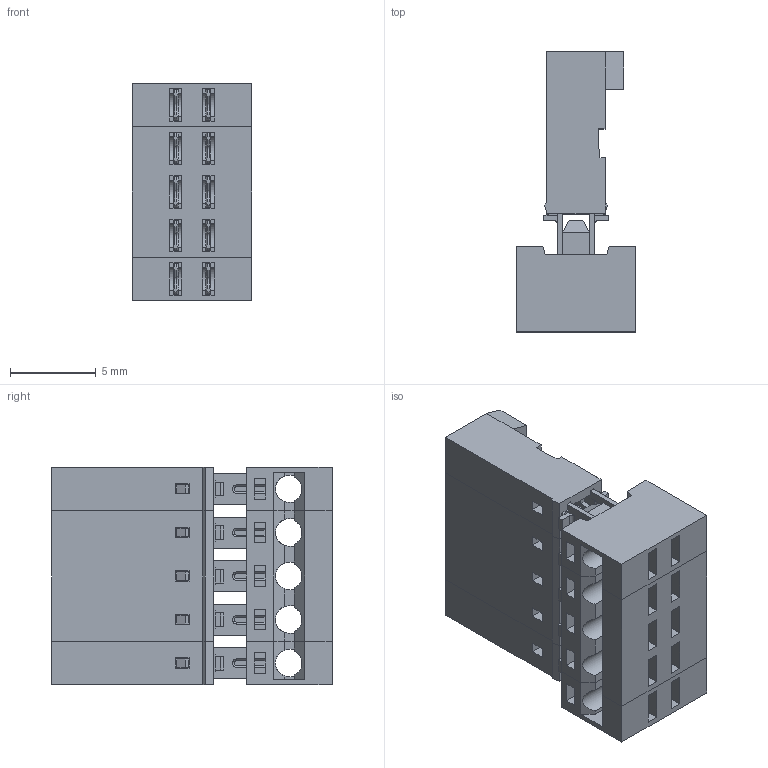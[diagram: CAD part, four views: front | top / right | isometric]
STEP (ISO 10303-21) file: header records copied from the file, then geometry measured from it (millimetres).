
FILE_DESCRIPTION(/* description */ ('Unknown'),/* implementation_level */ '2;1');
FILE_NAME(/* name */ '661005151922',/* time_stamp */ '2016-01-18T16:06:46+01:00',/* author */ ('Unknown'),/* organization */ ('Unknown'),/* preprocessor_version */ 'ST-DEVELOPER v16',/* originating_system */ 'DEX',/* authorisation */ $);
FILE_SCHEMA (('AP203_CONFIGURATION_CONTROLLED_3D_DESIGN_OF_MECHANICAL_PARTS_AND_ASSEMBLIES_MIM_LF { 1 0 10303 203 3 1 4 }','AUTOMOTIVE_DESIGN {1 0 10303 214 3 1 1}'));
Length unit declared in the file: millimetre
Products named in the file (4): 6610xx151922; 661005151922; 47828371_03_20_440_DX; 47828371_03_20_440_SX
Assembly tree (3 placements, depth 2):
  6610xx151922
    661005151922
    47828371_03_20_440_DX
    47828371_03_20_440_SX
Bounding box: 7 x 16.35 x 12.7 mm (x, y, z)
Volume: 624.3 mm3; surface area: 2068.2 mm2
Topology: 3 solids, 3 shells, 1232 faces, 3694 edges, 2375 vertices
Faces by surface type: plane 1132, cylinder 80, cone 20
Entity records: 49638 total; most frequent: ORIENTED_EDGE 7388, CARTESIAN_POINT 7305, DIRECTION 6456, EDGE_CURVE 3694, LINE 3404, VECTOR 3404, VERTEX_POINT 2375, AXIS2_PLACEMENT_3D 1526
